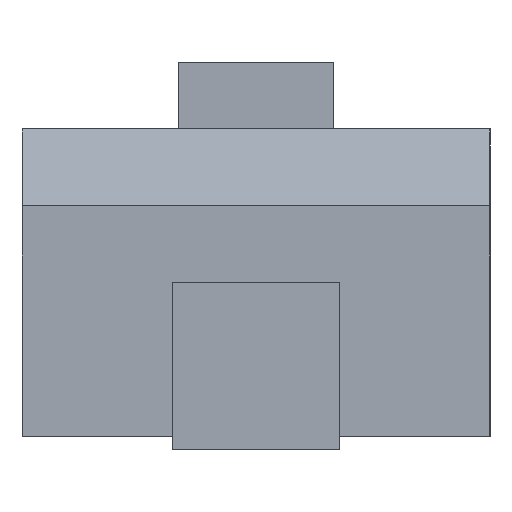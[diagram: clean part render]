
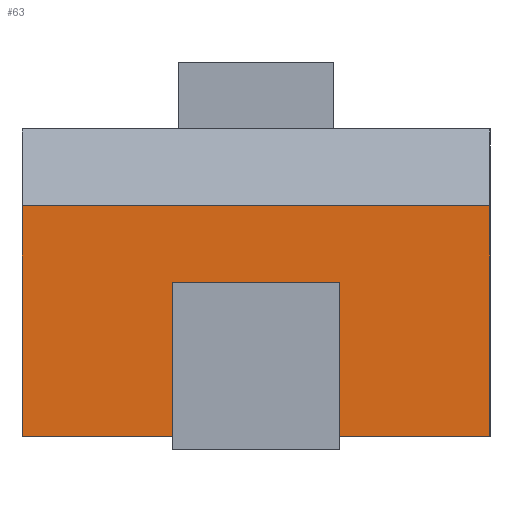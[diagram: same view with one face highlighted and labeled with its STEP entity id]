
A CAD part, left-side view. The second image highlights one B-rep face of the part: STEP entity #63.
In plain terms, the highlighted planar face has unit normal (-1, 0, 0).
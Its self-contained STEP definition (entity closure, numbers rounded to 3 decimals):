
#13=DIRECTION('',(0.,0.,1.));
#14=DIRECTION('',(1.,0.,0.));
#30=EDGE_CURVE('',#31,#33,#35,.T.);
#31=VERTEX_POINT('',#32);
#32=CARTESIAN_POINT('',(-3.2,-1.75,0.1));
#33=VERTEX_POINT('',#34);
#34=CARTESIAN_POINT('',(-3.2,-1.75,1.825));
#35=LINE('',#32,#36);
#36=VECTOR('',#13,1.);
#63=ADVANCED_FACE('',(#64),#82,.F.);
#64=FACE_BOUND('',#65,.F.);
#65=EDGE_LOOP('',(#66,#73,#78,#79));
#66=ORIENTED_EDGE('',*,*,#67,.T.);
#67=EDGE_CURVE('',#68,#70,#72,.T.);
#68=VERTEX_POINT('',#69);
#69=CARTESIAN_POINT('',(-3.2,1.75,0.1));
#70=VERTEX_POINT('',#71);
#71=CARTESIAN_POINT('',(-3.2,1.75,1.825));
#72=LINE('',#69,#36);
#73=ORIENTED_EDGE('',*,*,#74,.T.);
#74=EDGE_CURVE('',#70,#33,#75,.T.);
#75=LINE('',#71,#76);
#76=VECTOR('',#77,1.);
#77=DIRECTION('',(0.,-1.,0.));
#78=ORIENTED_EDGE('',*,*,#30,.F.);
#79=ORIENTED_EDGE('',*,*,#80,.F.);
#80=EDGE_CURVE('',#68,#31,#81,.T.);
#81=LINE('',#69,#76);
#82=PLANE('',#83);
#83=AXIS2_PLACEMENT_3D('',#69,#14,#77);
